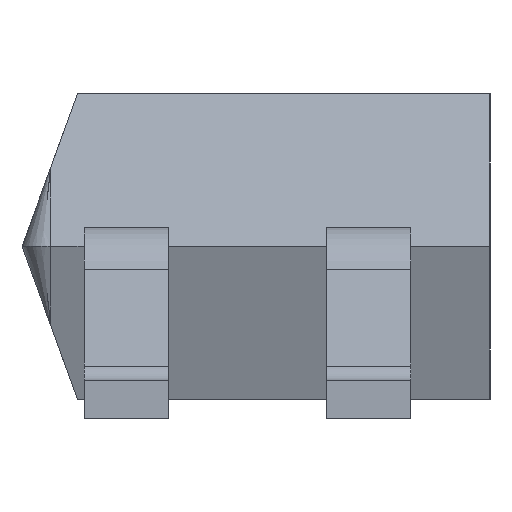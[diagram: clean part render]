
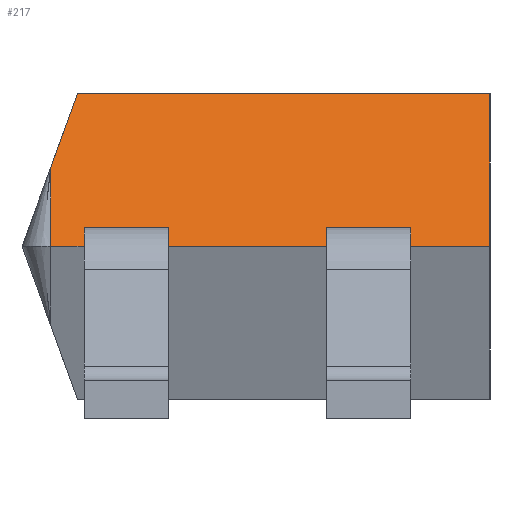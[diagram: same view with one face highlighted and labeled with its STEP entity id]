
A CAD part, left-side view. The second image highlights one B-rep face of the part: STEP entity #217.
In plain terms, the highlighted planar face has unit normal (-0.94, 0, 0.342).
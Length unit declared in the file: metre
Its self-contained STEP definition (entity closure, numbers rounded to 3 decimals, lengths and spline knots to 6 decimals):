
#217 = ADVANCED_FACE( 'NONE', ( #433 ), #434, .T. );
#433 = FACE_OUTER_BOUND( '', #643, .T. );
#434 = PLANE( '', #644 );
#643 = EDGE_LOOP( '', ( #1248, #1249, #1250, #1251, #1252, #1253, #1254, #1255, #1256, #1257, #1258, #1259, #1260 ) );
#644 = AXIS2_PLACEMENT_3D( '', #1261, #1262, #1263 );
#1248 = ORIENTED_EDGE( '', *, *, #1366, .F. );
#1249 = ORIENTED_EDGE( '', *, *, #1494, .F. );
#1250 = ORIENTED_EDGE( '', *, *, #1387, .T. );
#1251 = ORIENTED_EDGE( '', *, *, #1533, .T. );
#1252 = ORIENTED_EDGE( '', *, *, #1322, .T. );
#1253 = ORIENTED_EDGE( '', *, *, #1428, .T. );
#1254 = ORIENTED_EDGE( '', *, *, #1328, .F. );
#1255 = ORIENTED_EDGE( '', *, *, #1485, .F. );
#1256 = ORIENTED_EDGE( '', *, *, #1318, .T. );
#1257 = ORIENTED_EDGE( '', *, *, #1419, .T. );
#1258 = ORIENTED_EDGE( '', *, *, #1397, .F. );
#1259 = ORIENTED_EDGE( '', *, *, #1513, .F. );
#1260 = ORIENTED_EDGE( '', *, *, #1314, .T. );
#1261 = CARTESIAN_POINT( '', ( -0.00195, 0.0023, 0.0009 ) );
#1262 = DIRECTION( '', ( -0.94, 0., 0.342 ) );
#1263 = DIRECTION( '', ( 0., 1., 0. ) );
#1314 = EDGE_CURVE( 'NONE', #1582, #1579, #1583, .T. );
#1318 = EDGE_CURVE( 'NONE', #1590, #1588, #1591, .T. );
#1322 = EDGE_CURVE( 'NONE', #1598, #1596, #1599, .T. );
#1328 = EDGE_CURVE( 'NONE', #1607, #1609, #1610, .T. );
#1366 = EDGE_CURVE( '', #1671, #1579, #1673, .T. );
#1387 = EDGE_CURVE( 'NONE', #1709, #1707, #1710, .T. );
#1397 = EDGE_CURVE( 'NONE', #1723, #1725, #1726, .T. );
#1419 = EDGE_CURVE( 'NONE', #1588, #1725, #1760, .T. );
#1428 = EDGE_CURVE( 'NONE', #1596, #1609, #1773, .T. );
#1485 = EDGE_CURVE( 'NONE', #1590, #1607, #1858, .T. );
#1494 = EDGE_CURVE( 'NONE', #1709, #1671, #1870, .T. );
#1513 = EDGE_CURVE( 'NONE', #1582, #1723, #1890, .T. );
#1533 = EDGE_CURVE( 'NONE', #1707, #1598, #1911, .T. );
#1579 = VERTEX_POINT( '', #1967 );
#1582 = VERTEX_POINT( 'NONE', #1971 );
#1583 = LINE( '', #1972, #1973 );
#1588 = VERTEX_POINT( 'NONE', #1980 );
#1590 = VERTEX_POINT( 'NONE', #1983 );
#1591 = LINE( '', #1984, #1985 );
#1596 = VERTEX_POINT( 'NONE', #1992 );
#1598 = VERTEX_POINT( 'NONE', #1995 );
#1599 = LINE( '', #1996, #1997 );
#1607 = VERTEX_POINT( 'NONE', #2008 );
#1609 = VERTEX_POINT( 'NONE', #2011 );
#1610 = LINE( '', #2012, #2013 );
#1671 = VERTEX_POINT( '', #2095 );
#1673 = LINE( '', #2098, #2099 );
#1707 = VERTEX_POINT( 'NONE', #2145 );
#1709 = VERTEX_POINT( 'NONE', #2148 );
#1710 = LINE( '', #2149, #2150 );
#1723 = VERTEX_POINT( 'NONE', #2167 );
#1725 = VERTEX_POINT( 'NONE', #2170 );
#1726 = LINE( '', #2171, #2172 );
#1760 = LINE( '', #2218, #2219 );
#1773 = LINE( '', #2238, #2239 );
#1858 = LINE( '', #2357, #2358 );
#1870 = LINE( '', #2373, #2374 );
#1890 = LINE( '', #2403, #2404 );
#1911 = LINE( '', #2436, #2437 );
#1967 = CARTESIAN_POINT( '', ( -0.00195, 0., 0.0009 ) );
#1971 = CARTESIAN_POINT( '', ( -0.00195, 0.000415, 0.0009 ) );
#1972 = CARTESIAN_POINT( '', ( -0.00195, 0.0023, 0.0009 ) );
#1973 = VECTOR( '', #2475, 1. );
#1980 = CARTESIAN_POINT( '', ( -0.00195, 0.000855, 0.0009 ) );
#1983 = CARTESIAN_POINT( '', ( -0.00195, 0.001685, 0.0009 ) );
#1984 = CARTESIAN_POINT( '', ( -0.00195, 0.0023, 0.0009 ) );
#1985 = VECTOR( '', #2479, 1. );
#1992 = CARTESIAN_POINT( '', ( -0.00195, 0.002125, 0.0009 ) );
#1995 = CARTESIAN_POINT( '', ( -0.00195, 0.0023, 0.0009 ) );
#1996 = CARTESIAN_POINT( '', ( -0.00195, 0.0023, 0.0009 ) );
#1997 = VECTOR( '', #2483, 1. );
#2008 = CARTESIAN_POINT( '', ( -0.001914, 0.001685, 0.001 ) );
#2011 = CARTESIAN_POINT( '', ( -0.001914, 0.002125, 0.001 ) );
#2012 = CARTESIAN_POINT( '', ( -0.001914, 0.0023, 0.001 ) );
#2013 = VECTOR( '', #2488, 1. );
#2095 = CARTESIAN_POINT( '', ( -0.001659, 0., 0.0017 ) );
#2098 = CARTESIAN_POINT( '', ( -0.00195, 0., 0.0009 ) );
#2099 = VECTOR( '', #2532, 1. );
#2145 = CARTESIAN_POINT( '', ( -0.0018, 0.0023, 0.001312 ) );
#2148 = CARTESIAN_POINT( '', ( -0.001659, 0.002159, 0.0017 ) );
#2149 = CARTESIAN_POINT( '', ( -0.001934, 0.002434, 0.000943 ) );
#2150 = VECTOR( '', #2558, 1. );
#2167 = CARTESIAN_POINT( '', ( -0.001914, 0.000415, 0.001 ) );
#2170 = CARTESIAN_POINT( '', ( -0.001914, 0.000855, 0.001 ) );
#2171 = CARTESIAN_POINT( '', ( -0.001914, 0.00103, 0.001 ) );
#2172 = VECTOR( '', #2570, 1. );
#2218 = CARTESIAN_POINT( '', ( -0.00195, 0.000855, 0.0009 ) );
#2219 = VECTOR( '', #2598, 1. );
#2238 = CARTESIAN_POINT( '', ( -0.00195, 0.002125, 0.0009 ) );
#2239 = VECTOR( '', #2608, 1. );
#2357 = CARTESIAN_POINT( '', ( -0.00195, 0.001685, 0.0009 ) );
#2358 = VECTOR( '', #2675, 1. );
#2373 = CARTESIAN_POINT( '', ( -0.001659, 0.0023, 0.0017 ) );
#2374 = VECTOR( '', #2688, 1. );
#2403 = CARTESIAN_POINT( '', ( -0.00195, 0.000415, 0.0009 ) );
#2404 = VECTOR( '', #2698, 1. );
#2436 = CARTESIAN_POINT( '', ( -0.00195, 0.0023, 0.0009 ) );
#2437 = VECTOR( '', #2713, 1. );
#2475 = DIRECTION( '', ( 0., -1., 0. ) );
#2479 = DIRECTION( '', ( 0., -1., 0. ) );
#2483 = DIRECTION( '', ( 0., -1., 0. ) );
#2488 = DIRECTION( '', ( 0., 1., 0. ) );
#2532 = DIRECTION( '', ( -0.342, 0., -0.94 ) );
#2558 = DIRECTION( '', ( -0.324, 0.324, -0.889 ) );
#2570 = DIRECTION( '', ( 0., 1., 0. ) );
#2598 = DIRECTION( '', ( 0.342, 0., 0.94 ) );
#2608 = DIRECTION( '', ( 0.342, 0., 0.94 ) );
#2675 = DIRECTION( '', ( 0.342, 0., 0.94 ) );
#2688 = DIRECTION( '', ( 0., -1., 0. ) );
#2698 = DIRECTION( '', ( 0.342, 0., 0.94 ) );
#2713 = DIRECTION( '', ( -0.342, 0., -0.94 ) );
